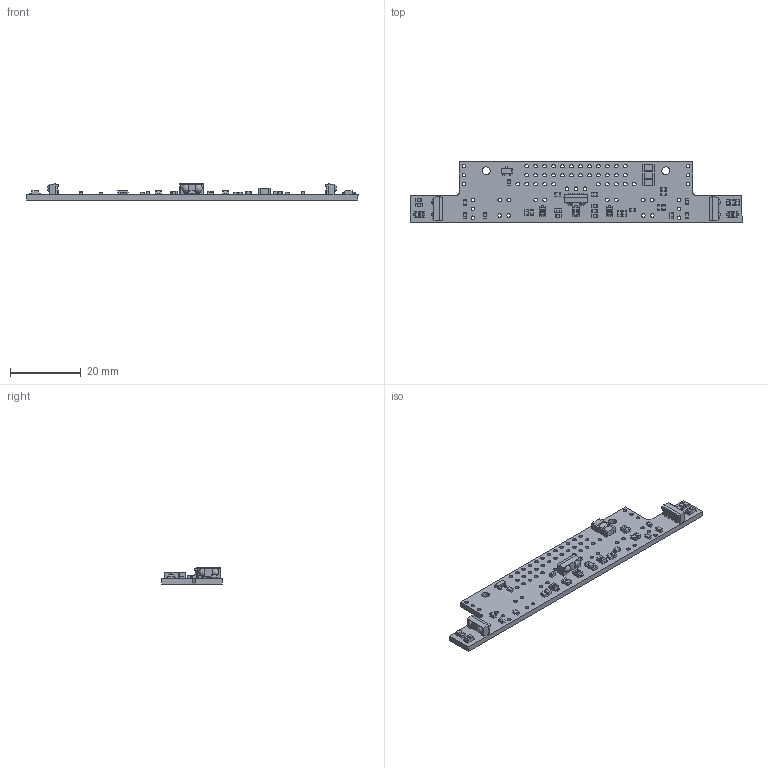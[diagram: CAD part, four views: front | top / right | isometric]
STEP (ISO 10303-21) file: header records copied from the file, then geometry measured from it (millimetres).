
FILE_DESCRIPTION (( 'STEP AP214' ), '1' );
FILE_NAME ('zumo-32u4-front-sensor-array.step', '2017-06-29T22:03:11', ( '' ), ( '' ), 'SwSTEP 2.0', 'SolidWorks 2016', '' );
FILE_SCHEMA (( 'AUTOMOTIVE_DESIGN' ));
Length unit declared in the file: millimetre
Products named in the file (1): zumo-32u4-front-sensor-array
Bounding box: 93.98 x 17.14 x 4.57 mm (x, y, z)
Volume: 2255.1 mm3; surface area: 3753.4 mm2
Topology: 1 solids, 1 shells, 1075 faces, 3194 edges, 2195 vertices
Faces by surface type: plane 849, cylinder 220, bspline 6
Entity records: 48514 total; most frequent: CARTESIAN_POINT 8652, ORIENTED_EDGE 6388, DIRECTION 5302, EDGE_CURVE 3194, LINE 2354, VECTOR 2354, VERTEX_POINT 2195, AXIS2_PLACEMENT_3D 1474
